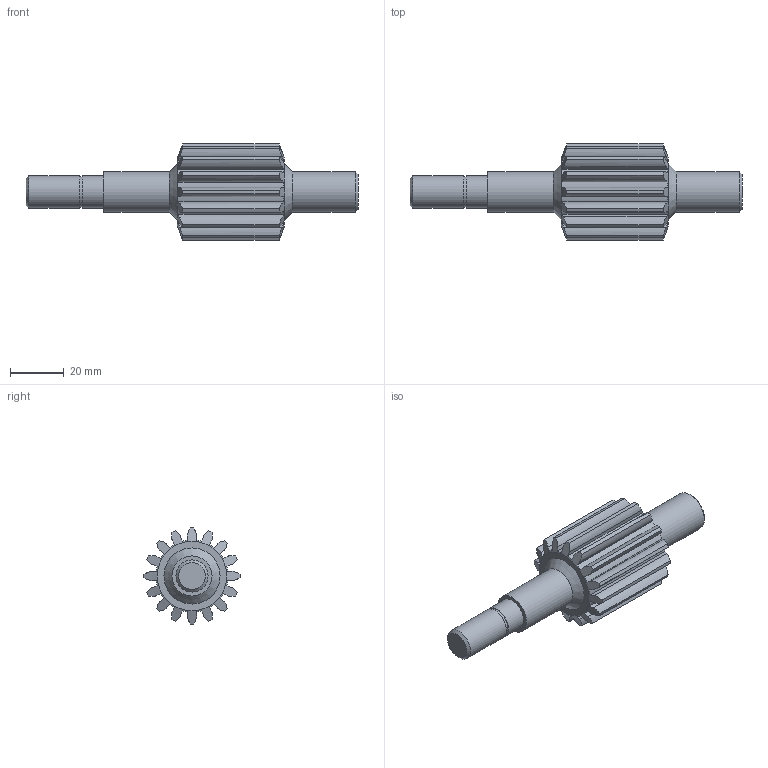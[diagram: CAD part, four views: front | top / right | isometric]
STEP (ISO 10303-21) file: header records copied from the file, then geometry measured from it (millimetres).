
FILE_DESCRIPTION(/* description */ (''),/* implementation_level */ '2;1');
FILE_NAME(/* name */ 'Arbre Pignon.step',/* time_stamp */ '2021-01-25T01:07:14+01:00',/* author */ (''),/* organization */ (''),/* preprocessor_version */ 'ST-DEVELOPER v18.1',/* originating_system */ 'Autodesk Translation Framework v9.7.1.1290',/* authorisation */ '');
FILE_SCHEMA (('AUTOMOTIVE_DESIGN { 1 0 10303 214 3 1 1 }'));
Length unit declared in the file: millimetre
Products named in the file (1): Arbre Pignon
Bounding box: 124.1 x 36 x 36 mm (x, y, z)
Volume: 44150.3 mm3; surface area: 13084.5 mm2
Topology: 1 solids, 1 shells, 114 faces, 319 edges, 212 vertices
Faces by surface type: plane 39, cylinder 37, bspline 32, cone 6
Full cylindrical faces by diameter (mm): 11.5 x1, 12 x2, 15 x2
Entity records: 8408 total; most frequent: CARTESIAN_POINT 5606, ORIENTED_EDGE 638, DIRECTION 505, EDGE_CURVE 319, VERTEX_POINT 212, LINE 171, VECTOR 171, AXIS2_PLACEMENT_3D 167
